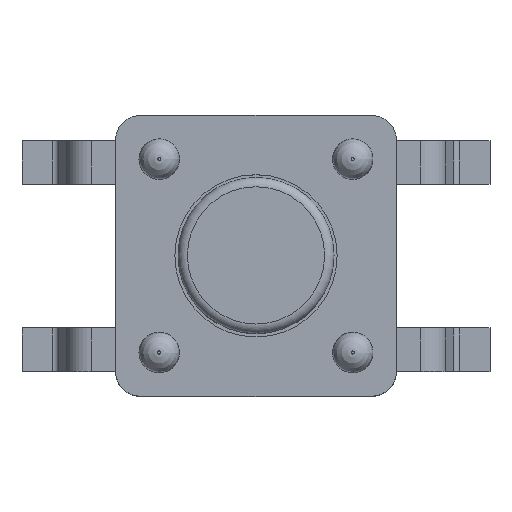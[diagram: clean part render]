
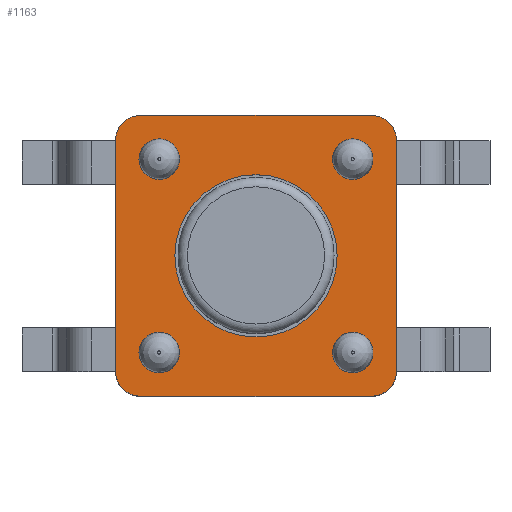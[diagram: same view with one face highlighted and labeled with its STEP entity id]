
A CAD part, top view. The second image highlights one B-rep face of the part: STEP entity #1163.
In plain terms, the highlighted planar face has unit normal (0, 0, 1).
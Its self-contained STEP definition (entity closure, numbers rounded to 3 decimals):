
#13=DIRECTION('',(0.,0.,1.));
#14=DIRECTION('',(1.,0.,-0.));
#29=DIRECTION('',(-0.,0.,1.));
#30=DIRECTION('',(0.,-1.,0.));
#37=VECTOR('',#38,1.);
#38=DIRECTION('',(1.,0.,0.));
#44=VECTOR('',#45,1.);
#45=DIRECTION('',(0.,1.,0.));
#82=VECTOR('',#30,1.);
#115=DIRECTION('',(-1.,0.,0.));
#440=VERTEX_POINT('',#441);
#441=CARTESIAN_POINT('',(-1.85,-2.25,3.));
#444=EDGE_CURVE('',#445,#440,#447,.T.);
#445=VERTEX_POINT('',#446);
#446=CARTESIAN_POINT('',(-2.25,-1.85,3.));
#447=CIRCLE('',#448,0.4);
#448=AXIS2_PLACEMENT_3D('',#449,#29,#30);
#449=CARTESIAN_POINT('',(-1.85,-1.85,3.));
#475=VECTOR('',#115,1.);
#613=VERTEX_POINT('',#614);
#614=CARTESIAN_POINT('',(-2.25,1.85,3.));
#616=ORIENTED_EDGE('',*,*,#617,.T.);
#617=EDGE_CURVE('',#613,#445,#618,.T.);
#618=LINE('',#619,#82);
#619=CARTESIAN_POINT('',(-2.25,2.25,3.));
#867=VERTEX_POINT('',#868);
#868=CARTESIAN_POINT('',(2.25,-1.85,3.));
#870=ORIENTED_EDGE('',*,*,#871,.T.);
#871=EDGE_CURVE('',#867,#872,#874,.T.);
#872=VERTEX_POINT('',#873);
#873=CARTESIAN_POINT('',(2.25,1.85,3.));
#874=LINE('',#875,#44);
#875=CARTESIAN_POINT('',(2.25,-2.25,3.));
#1036=EDGE_CURVE('',#1037,#867,#1039,.T.);
#1037=VERTEX_POINT('',#1038);
#1038=CARTESIAN_POINT('',(1.85,-2.25,3.));
#1039=CIRCLE('',#1040,0.4);
#1040=AXIS2_PLACEMENT_3D('',#1041,#29,#30);
#1041=CARTESIAN_POINT('',(1.85,-1.85,3.));
#1059=ORIENTED_EDGE('',*,*,#1060,.T.);
#1060=EDGE_CURVE('',#440,#1037,#1061,.T.);
#1061=LINE('',#1062,#37);
#1062=CARTESIAN_POINT('',(-2.25,-2.25,3.));
#1163=ADVANCED_FACE('',(#1164,#1186,#1195,#1204,#1213,#1222),#1231,.T.);
#1164=FACE_BOUND('',#1165,.T.);
#1165=EDGE_LOOP('',(#1059,#1166,#870,#1167,#1174,#1180,#616,#1185));
#1166=ORIENTED_EDGE('',*,*,#1036,.T.);
#1167=ORIENTED_EDGE('',*,*,#1168,.T.);
#1168=EDGE_CURVE('',#872,#1169,#1171,.T.);
#1169=VERTEX_POINT('',#1170);
#1170=CARTESIAN_POINT('',(1.85,2.25,3.));
#1171=CIRCLE('',#1172,0.4);
#1172=AXIS2_PLACEMENT_3D('',#1173,#29,#30);
#1173=CARTESIAN_POINT('',(1.85,1.85,3.));
#1174=ORIENTED_EDGE('',*,*,#1175,.T.);
#1175=EDGE_CURVE('',#1169,#1176,#1178,.T.);
#1176=VERTEX_POINT('',#1177);
#1177=CARTESIAN_POINT('',(-1.85,2.25,3.));
#1178=LINE('',#1179,#475);
#1179=CARTESIAN_POINT('',(2.25,2.25,3.));
#1180=ORIENTED_EDGE('',*,*,#1181,.T.);
#1181=EDGE_CURVE('',#1176,#613,#1182,.T.);
#1182=CIRCLE('',#1183,0.4);
#1183=AXIS2_PLACEMENT_3D('',#1184,#29,#30);
#1184=CARTESIAN_POINT('',(-1.85,1.85,3.));
#1185=ORIENTED_EDGE('',*,*,#444,.T.);
#1186=FACE_BOUND('',#1187,.T.);
#1187=EDGE_LOOP('',(#1188));
#1188=ORIENTED_EDGE('',*,*,#1189,.F.);
#1189=EDGE_CURVE('',#1190,#1190,#1192,.T.);
#1190=VERTEX_POINT('',#1191);
#1191=CARTESIAN_POINT('',(-1.225,-1.55,3.));
#1192=CIRCLE('',#1193,0.325);
#1193=AXIS2_PLACEMENT_3D('',#1194,#13,#14);
#1194=CARTESIAN_POINT('',(-1.55,-1.55,3.));
#1195=FACE_BOUND('',#1196,.T.);
#1196=EDGE_LOOP('',(#1197));
#1197=ORIENTED_EDGE('',*,*,#1198,.F.);
#1198=EDGE_CURVE('',#1199,#1199,#1201,.T.);
#1199=VERTEX_POINT('',#1200);
#1200=CARTESIAN_POINT('',(1.875,-1.55,3.));
#1201=CIRCLE('',#1202,0.325);
#1202=AXIS2_PLACEMENT_3D('',#1203,#13,#14);
#1203=CARTESIAN_POINT('',(1.55,-1.55,3.));
#1204=FACE_BOUND('',#1205,.T.);
#1205=EDGE_LOOP('',(#1206));
#1206=ORIENTED_EDGE('',*,*,#1207,.F.);
#1207=EDGE_CURVE('',#1208,#1208,#1210,.T.);
#1208=VERTEX_POINT('',#1209);
#1209=CARTESIAN_POINT('',(-1.225,1.55,3.));
#1210=CIRCLE('',#1211,0.325);
#1211=AXIS2_PLACEMENT_3D('',#1212,#13,#14);
#1212=CARTESIAN_POINT('',(-1.55,1.55,3.));
#1213=FACE_BOUND('',#1214,.T.);
#1214=EDGE_LOOP('',(#1215));
#1215=ORIENTED_EDGE('',*,*,#1216,.F.);
#1216=EDGE_CURVE('',#1217,#1217,#1219,.T.);
#1217=VERTEX_POINT('',#1218);
#1218=CARTESIAN_POINT('',(1.3,0.,3.));
#1219=CIRCLE('',#1220,1.3);
#1220=AXIS2_PLACEMENT_3D('',#1221,#13,#38);
#1221=CARTESIAN_POINT('',(0.,0.,3.));
#1222=FACE_BOUND('',#1223,.T.);
#1223=EDGE_LOOP('',(#1224));
#1224=ORIENTED_EDGE('',*,*,#1225,.F.);
#1225=EDGE_CURVE('',#1226,#1226,#1228,.T.);
#1226=VERTEX_POINT('',#1227);
#1227=CARTESIAN_POINT('',(1.875,1.55,3.));
#1228=CIRCLE('',#1229,0.325);
#1229=AXIS2_PLACEMENT_3D('',#1230,#13,#14);
#1230=CARTESIAN_POINT('',(1.55,1.55,3.));
#1231=PLANE('',#1220);
